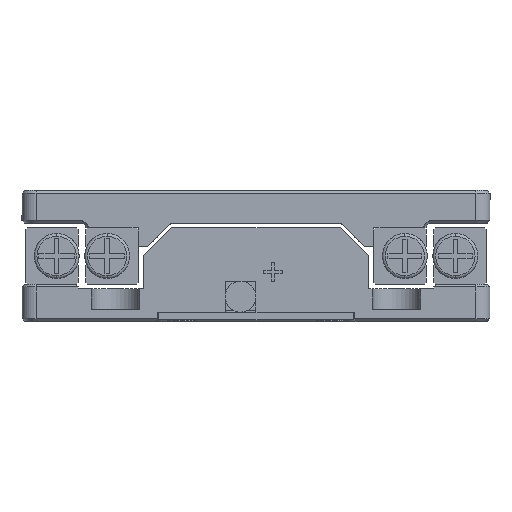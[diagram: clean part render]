
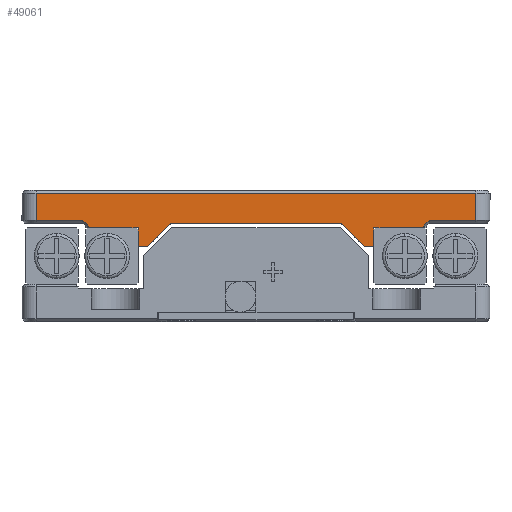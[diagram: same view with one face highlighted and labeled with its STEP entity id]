
A CAD part, front view. The second image highlights one B-rep face of the part: STEP entity #49061.
In plain terms, the highlighted planar face has unit normal (0, -1, 0).
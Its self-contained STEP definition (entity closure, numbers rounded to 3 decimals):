
#202 = ORIENTED_EDGE ( 'NONE', *, *, #2852, .T. ) ;
#708 = EDGE_CURVE ( 'NONE', #54412, #28794, #64734, .T. ) ;
#1944 = VECTOR ( 'NONE', #49672, 1000. ) ;
#1954 = EDGE_CURVE ( 'NONE', #64784, #65481, #57065, .T. ) ;
#2047 = VERTEX_POINT ( 'NONE', #60364 ) ;
#2462 = DIRECTION ( 'NONE',  ( -1., 0., 0. ) ) ;
#2766 = ORIENTED_EDGE ( 'NONE', *, *, #5619, .F. ) ;
#2773 = DIRECTION ( 'NONE',  ( 0., 0., 1. ) ) ;
#2852 = EDGE_CURVE ( 'NONE', #35556, #3097, #14982, .T. ) ;
#3054 = LINE ( 'NONE', #8200, #52703 ) ;
#3097 = VERTEX_POINT ( 'NONE', #24451 ) ;
#3206 = CARTESIAN_POINT ( 'NONE',  ( -11.6, -25., 8. ) ) ;
#3787 = EDGE_CURVE ( 'NONE', #42107, #28794, #59225, .T. ) ;
#3830 = VECTOR ( 'NONE', #2462, 1000. ) ;
#4006 = CARTESIAN_POINT ( 'NONE',  ( 11.6, -25., 10.5 ) ) ;
#4202 = LINE ( 'NONE', #30559, #5478 ) ;
#4338 = VECTOR ( 'NONE', #20802, 1000. ) ;
#4513 = VERTEX_POINT ( 'NONE', #3206 ) ;
#5010 = CARTESIAN_POINT ( 'NONE',  ( -23.5, -25., 13.7 ) ) ;
#5417 = CARTESIAN_POINT ( 'NONE',  ( 12.6, -25., 10. ) ) ;
#5478 = VECTOR ( 'NONE', #25069, 1000. ) ;
#5619 = EDGE_CURVE ( 'NONE', #2047, #26199, #8019, .T. ) ;
#6075 = LINE ( 'NONE', #31075, #4338 ) ;
#7074 = EDGE_CURVE ( 'NONE', #4513, #2047, #30896, .T. ) ;
#7387 = ORIENTED_EDGE ( 'NONE', *, *, #67032, .F. ) ;
#7563 = ORIENTED_EDGE ( 'NONE', *, *, #34478, .T. ) ;
#7605 = CARTESIAN_POINT ( 'NONE',  ( 12.6, -25., 8. ) ) ;
#7833 = CARTESIAN_POINT ( 'NONE',  ( -10.85, -25., 3.15 ) ) ;
#7947 = VECTOR ( 'NONE', #44177, 1000. ) ;
#8019 = LINE ( 'NONE', #59423, #61926 ) ;
#8200 = CARTESIAN_POINT ( 'NONE',  ( 17.9, -25., 10.5 ) ) ;
#8591 = EDGE_CURVE ( 'NONE', #67737, #31211, #6075, .T. ) ;
#8630 = LINE ( 'NONE', #14110, #41721 ) ;
#8802 = VECTOR ( 'NONE', #57770, 1000. ) ;
#9351 = VECTOR ( 'NONE', #24872, 1000. ) ;
#9982 = CARTESIAN_POINT ( 'NONE',  ( 17.9, -25., 10. ) ) ;
#10034 = DIRECTION ( 'NONE',  ( 0., -1., 0. ) ) ;
#11096 = EDGE_CURVE ( 'NONE', #42107, #13604, #34227, .T. ) ;
#11125 = CARTESIAN_POINT ( 'NONE',  ( -17.9, -25., 10. ) ) ;
#11582 = ORIENTED_EDGE ( 'NONE', *, *, #8591, .F. ) ;
#12423 = EDGE_CURVE ( 'NONE', #26199, #13604, #27243, .T. ) ;
#13019 = LINE ( 'NONE', #24279, #1944 ) ;
#13400 = LINE ( 'NONE', #59305, #58536 ) ;
#13510 = DIRECTION ( 'NONE',  ( 0., 0., 1. ) ) ;
#13604 = VERTEX_POINT ( 'NONE', #11125 ) ;
#13762 = CARTESIAN_POINT ( 'NONE',  ( 23.5, -25., 10.8 ) ) ;
#14110 = CARTESIAN_POINT ( 'NONE',  ( 10.85, -25., 3.15 ) ) ;
#14629 = DIRECTION ( 'NONE',  ( 0.707, 0., -0.707 ) ) ;
#14650 = ORIENTED_EDGE ( 'NONE', *, *, #38440, .T. ) ;
#14982 = LINE ( 'NONE', #5010, #62834 ) ;
#15294 = DIRECTION ( 'NONE',  ( -1., 0., 0. ) ) ;
#16146 = LINE ( 'NONE', #57932, #46620 ) ;
#19089 = VERTEX_POINT ( 'NONE', #29849 ) ;
#19121 = EDGE_CURVE ( 'NONE', #31211, #65481, #66540, .T. ) ;
#20286 = VERTEX_POINT ( 'NONE', #9982 ) ;
#20596 = ORIENTED_EDGE ( 'NONE', *, *, #50658, .T. ) ;
#20764 = ORIENTED_EDGE ( 'NONE', *, *, #708, .T. ) ;
#20802 = DIRECTION ( 'NONE',  ( 0., 0., -1. ) ) ;
#22206 = VECTOR ( 'NONE', #14629, 1000. ) ;
#23065 = AXIS2_PLACEMENT_3D ( 'NONE', #56299, #10034, #51829 ) ;
#23234 = DIRECTION ( 'NONE',  ( -0.707, 0., 0.707 ) ) ;
#23788 = ORIENTED_EDGE ( 'NONE', *, *, #50196, .F. ) ;
#24279 = CARTESIAN_POINT ( 'NONE',  ( -23.5, -25., 10.5 ) ) ;
#24451 = CARTESIAN_POINT ( 'NONE',  ( -23.5, -25., 13.7 ) ) ;
#24872 = DIRECTION ( 'NONE',  ( -1., 0., 0. ) ) ;
#25069 = DIRECTION ( 'NONE',  ( -1., 0., 0. ) ) ;
#25313 = ORIENTED_EDGE ( 'NONE', *, *, #1954, .T. ) ;
#25498 = VERTEX_POINT ( 'NONE', #13762 ) ;
#26199 = VERTEX_POINT ( 'NONE', #49560 ) ;
#26456 = CARTESIAN_POINT ( 'NONE',  ( 23.5, -25., 10.8 ) ) ;
#27243 = LINE ( 'NONE', #63590, #8802 ) ;
#27285 = EDGE_CURVE ( 'NONE', #20286, #67737, #4202, .T. ) ;
#28272 = EDGE_LOOP ( 'NONE', ( #62922, #20596, #23788, #7563, #14650, #202, #48539, #20764, #54876, #30802, #53153, #2766, #61433, #36055, #7387, #25313, #37996, #11582 ) ) ;
#28411 = DIRECTION ( 'NONE',  ( 0., 0., -1. ) ) ;
#28794 = VERTEX_POINT ( 'NONE', #44306 ) ;
#28972 = VECTOR ( 'NONE', #23234, 1000. ) ;
#29849 = CARTESIAN_POINT ( 'NONE',  ( -9.1, -25., 10.5 ) ) ;
#30559 = CARTESIAN_POINT ( 'NONE',  ( 18.2, -25., 10. ) ) ;
#30802 = ORIENTED_EDGE ( 'NONE', *, *, #11096, .T. ) ;
#30896 = LINE ( 'NONE', #62452, #56085 ) ;
#31075 = CARTESIAN_POINT ( 'NONE',  ( 12.6, -25., 10. ) ) ;
#31211 = VERTEX_POINT ( 'NONE', #42352 ) ;
#31681 = CARTESIAN_POINT ( 'NONE',  ( 9.1, -25., 10.5 ) ) ;
#32277 = DIRECTION ( 'NONE',  ( 1., 0., 0. ) ) ;
#33269 = CARTESIAN_POINT ( 'NONE',  ( 17.9, -25., 10.2 ) ) ;
#33874 = DIRECTION ( 'NONE',  ( 0., 0., 1. ) ) ;
#34227 = LINE ( 'NONE', #61314, #50312 ) ;
#34478 = EDGE_CURVE ( 'NONE', #38821, #25498, #58673, .T. ) ;
#35556 = VERTEX_POINT ( 'NONE', #44972 ) ;
#36055 = ORIENTED_EDGE ( 'NONE', *, *, #41779, .T. ) ;
#36439 = VECTOR ( 'NONE', #32277, 1000. ) ;
#37682 = CARTESIAN_POINT ( 'NONE',  ( -18.2, -25., 10.8 ) ) ;
#37996 = ORIENTED_EDGE ( 'NONE', *, *, #19121, .F. ) ;
#38440 = EDGE_CURVE ( 'NONE', #25498, #35556, #13400, .T. ) ;
#38821 = VERTEX_POINT ( 'NONE', #47105 ) ;
#38933 = CARTESIAN_POINT ( 'NONE',  ( 11.6, -25., 8. ) ) ;
#41721 = VECTOR ( 'NONE', #65165, 1000. ) ;
#41779 = EDGE_CURVE ( 'NONE', #4513, #19089, #16146, .T. ) ;
#42107 = VERTEX_POINT ( 'NONE', #63685 ) ;
#42225 = DIRECTION ( 'NONE',  ( -1., 0., 0. ) ) ;
#42352 = CARTESIAN_POINT ( 'NONE',  ( 12.6, -25., 8. ) ) ;
#44177 = DIRECTION ( 'NONE',  ( 1., 0., 0. ) ) ;
#44306 = CARTESIAN_POINT ( 'NONE',  ( -18.5, -25., 10.8 ) ) ;
#44972 = CARTESIAN_POINT ( 'NONE',  ( 23.5, -25., 13.7 ) ) ;
#46372 = PLANE ( 'NONE',  #23065 ) ;
#46620 = VECTOR ( 'NONE', #52792, 1000. ) ;
#46704 = FACE_OUTER_BOUND ( 'NONE', #28272, .T. ) ;
#47105 = CARTESIAN_POINT ( 'NONE',  ( 18.5, -25., 10.8 ) ) ;
#48539 = ORIENTED_EDGE ( 'NONE', *, *, #62817, .T. ) ;
#48916 = LINE ( 'NONE', #4006, #9351 ) ;
#49061 = ADVANCED_FACE ( 'NONE', ( #46704 ), #46372, .T. ) ;
#49272 = VERTEX_POINT ( 'NONE', #33269 ) ;
#49560 = CARTESIAN_POINT ( 'NONE',  ( -12.6, -25., 10. ) ) ;
#49672 = DIRECTION ( 'NONE',  ( 0., 0., -1. ) ) ;
#50196 = EDGE_CURVE ( 'NONE', #38821, #49272, #8630, .T. ) ;
#50312 = VECTOR ( 'NONE', #28411, 1000. ) ;
#50658 = EDGE_CURVE ( 'NONE', #20286, #49272, #3054, .T. ) ;
#51065 = CARTESIAN_POINT ( 'NONE',  ( 9.1, -25., 10.5 ) ) ;
#51829 = DIRECTION ( 'NONE',  ( 1., 0., 0. ) ) ;
#52703 = VECTOR ( 'NONE', #33874, 1000. ) ;
#52792 = DIRECTION ( 'NONE',  ( 0.707, 0., 0.707 ) ) ;
#53153 = ORIENTED_EDGE ( 'NONE', *, *, #12423, .F. ) ;
#54412 = VERTEX_POINT ( 'NONE', #55964 ) ;
#54876 = ORIENTED_EDGE ( 'NONE', *, *, #3787, .F. ) ;
#55964 = CARTESIAN_POINT ( 'NONE',  ( -23.5, -25., 10.8 ) ) ;
#56085 = VECTOR ( 'NONE', #42225, 1000. ) ;
#56299 = CARTESIAN_POINT ( 'NONE',  ( 0., -25., 14. ) ) ;
#57065 = LINE ( 'NONE', #31681, #22206 ) ;
#57770 = DIRECTION ( 'NONE',  ( -1., 0., 0. ) ) ;
#57932 = CARTESIAN_POINT ( 'NONE',  ( -11.6, -25., 8. ) ) ;
#58536 = VECTOR ( 'NONE', #2773, 1000. ) ;
#58673 = LINE ( 'NONE', #26456, #36439 ) ;
#59225 = LINE ( 'NONE', #7833, #28972 ) ;
#59305 = CARTESIAN_POINT ( 'NONE',  ( 23.5, -25., 14. ) ) ;
#59423 = CARTESIAN_POINT ( 'NONE',  ( -12.6, -25., 10. ) ) ;
#60364 = CARTESIAN_POINT ( 'NONE',  ( -12.6, -25., 8. ) ) ;
#61314 = CARTESIAN_POINT ( 'NONE',  ( -17.9, -25., 10. ) ) ;
#61433 = ORIENTED_EDGE ( 'NONE', *, *, #7074, .F. ) ;
#61926 = VECTOR ( 'NONE', #13510, 1000. ) ;
#62452 = CARTESIAN_POINT ( 'NONE',  ( -12.6, -25., 8. ) ) ;
#62817 = EDGE_CURVE ( 'NONE', #3097, #54412, #13019, .T. ) ;
#62834 = VECTOR ( 'NONE', #15294, 1000. ) ;
#62922 = ORIENTED_EDGE ( 'NONE', *, *, #27285, .F. ) ;
#63590 = CARTESIAN_POINT ( 'NONE',  ( -18.2, -25., 10. ) ) ;
#63685 = CARTESIAN_POINT ( 'NONE',  ( -17.9, -25., 10.2 ) ) ;
#64734 = LINE ( 'NONE', #37682, #7947 ) ;
#64784 = VERTEX_POINT ( 'NONE', #51065 ) ;
#65165 = DIRECTION ( 'NONE',  ( -0.707, 0., -0.707 ) ) ;
#65481 = VERTEX_POINT ( 'NONE', #38933 ) ;
#66540 = LINE ( 'NONE', #7605, #3830 ) ;
#67032 = EDGE_CURVE ( 'NONE', #64784, #19089, #48916, .T. ) ;
#67737 = VERTEX_POINT ( 'NONE', #5417 ) ;
